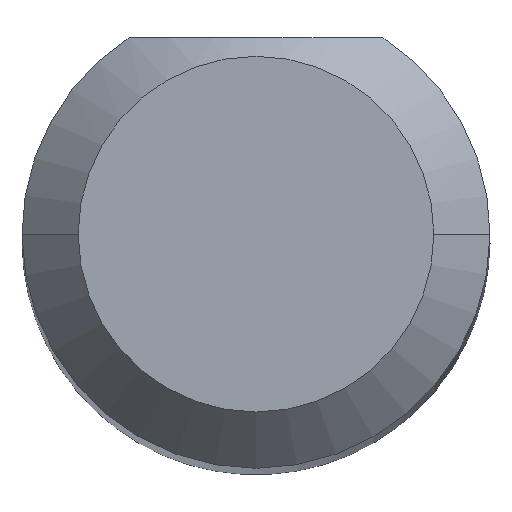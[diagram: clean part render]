
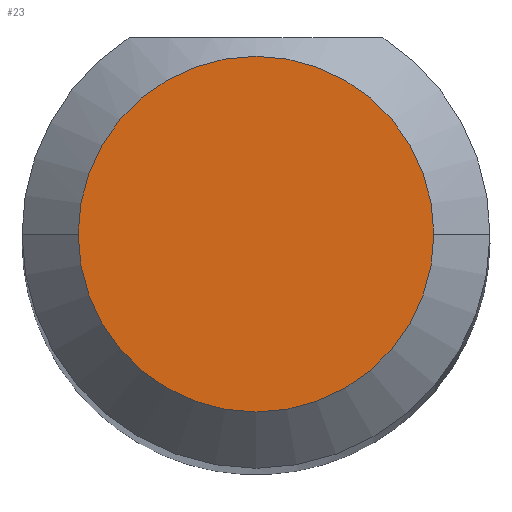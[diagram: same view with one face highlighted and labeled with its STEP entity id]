
A CAD part, top view. The second image highlights one B-rep face of the part: STEP entity #23.
In plain terms, the highlighted planar face has unit normal (0, 0, 1).
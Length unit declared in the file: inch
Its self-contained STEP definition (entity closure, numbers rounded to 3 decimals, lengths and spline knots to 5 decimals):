
#23 = ADVANCED_FACE ( 'NONE', ( #486 ), #163, .T. ) ;
#51 = AXIS2_PLACEMENT_3D ( 'NONE', #195, #118, #365 ) ;
#70 = EDGE_LOOP ( 'NONE', ( #149, #89 ) ) ;
#89 = ORIENTED_EDGE ( 'NONE', *, *, #115, .T. ) ;
#100 = VERTEX_POINT ( 'NONE', #215 ) ;
#109 = CARTESIAN_POINT ( 'NONE',  ( 0.0475, 0., 1.5 ) ) ;
#115 = EDGE_CURVE ( 'NONE', #271, #100, #119, .T. ) ;
#118 = DIRECTION ( 'NONE',  ( 0., 0., 1. ) ) ;
#119 = CIRCLE ( 'NONE', #247, 0.0475 ) ;
#149 = ORIENTED_EDGE ( 'NONE', *, *, #334, .T. ) ;
#163 = PLANE ( 'NONE',  #344 ) ;
#195 = CARTESIAN_POINT ( 'NONE',  ( 0., 0., 1.5 ) ) ;
#215 = CARTESIAN_POINT ( 'NONE',  ( -0.0475, 0., 1.5 ) ) ;
#247 = AXIS2_PLACEMENT_3D ( 'NONE', #513, #507, #430 ) ;
#271 = VERTEX_POINT ( 'NONE', #109 ) ;
#278 = CIRCLE ( 'NONE', #51, 0.0475 ) ;
#283 = DIRECTION ( 'NONE',  ( 1., 0., 0. ) ) ;
#334 = EDGE_CURVE ( 'NONE', #100, #271, #278, .T. ) ;
#344 = AXIS2_PLACEMENT_3D ( 'NONE', #435, #489, #283 ) ;
#365 = DIRECTION ( 'NONE',  ( 1., 0., 0. ) ) ;
#430 = DIRECTION ( 'NONE',  ( 1., 0., 0. ) ) ;
#435 = CARTESIAN_POINT ( 'NONE',  ( 0., 0., 1.5 ) ) ;
#486 = FACE_OUTER_BOUND ( 'NONE', #70, .T. ) ;
#489 = DIRECTION ( 'NONE',  ( 0., 0., 1. ) ) ;
#507 = DIRECTION ( 'NONE',  ( 0., 0., 1. ) ) ;
#513 = CARTESIAN_POINT ( 'NONE',  ( 0., 0., 1.5 ) ) ;
